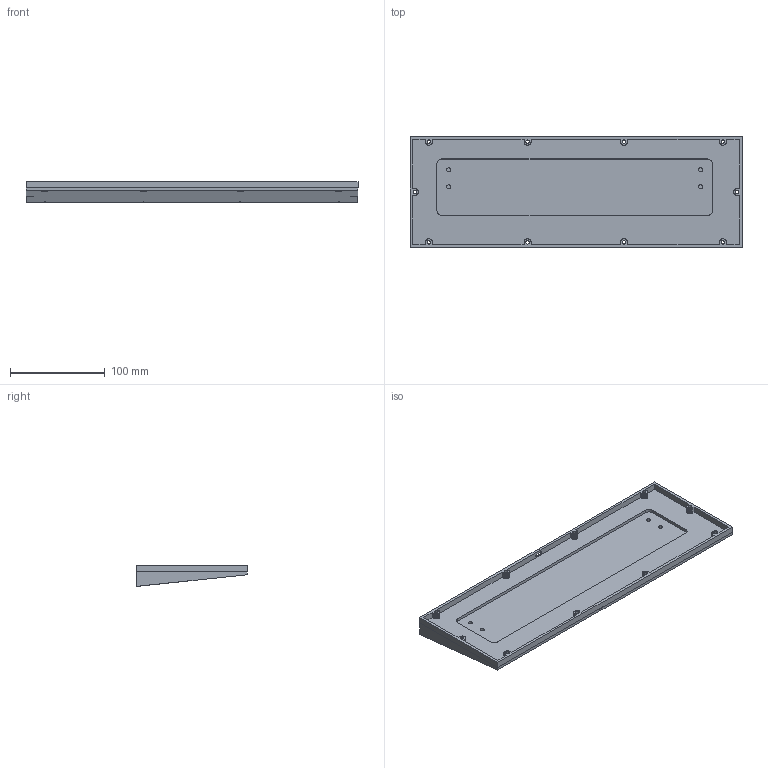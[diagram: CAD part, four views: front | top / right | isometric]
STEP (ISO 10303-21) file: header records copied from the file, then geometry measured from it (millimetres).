
FILE_DESCRIPTION(('FreeCAD Model'),'2;1');
FILE_NAME('Open CASCADE Shape Model','2023-05-27T15:31:47',('Author'),( ''),'Open CASCADE STEP processor 7.6','FreeCAD','Unknown');
FILE_SCHEMA(('AUTOMOTIVE_DESIGN { 1 0 10303 214 1 1 1 1 }'));
Length unit declared in the file: millimetre
Products named in the file (1): bottom_case
Bounding box: 349.6 x 116.26 x 21.83 mm (x, y, z)
Volume: 329961.6 mm3; surface area: 113223 mm2
Topology: 2 solids, 2 shells, 419 faces, 1200 edges, 800 vertices
Faces by surface type: extrusion 202, plane 179, cylinder 38
Full cylindrical faces by diameter (mm): 3.6 x20, 4.25 x4, 6.2 x10
Entity records: 30173 total; most frequent: CARTESIAN_POINT 8624, DIRECTION 2924, ORIENTED_EDGE 2400, PCURVE 2400, DEFINITIONAL_REPRESENTATION 2400, VECTOR 2298, LINE 2096, B_SPLINE_CURVE_WITH_KNOTS 1554
